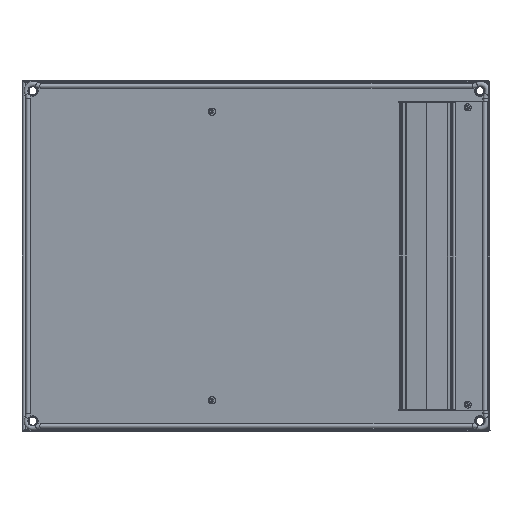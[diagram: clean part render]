
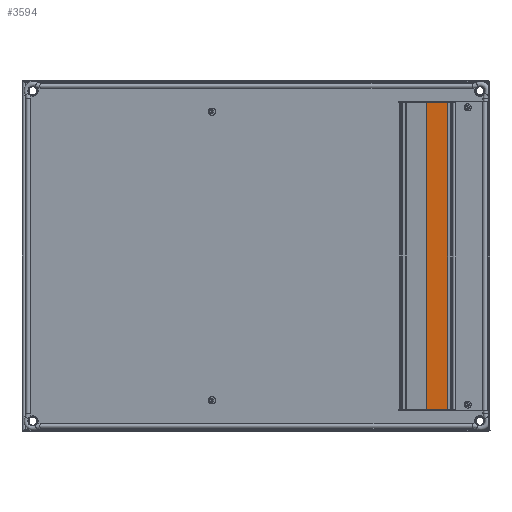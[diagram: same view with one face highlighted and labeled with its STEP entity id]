
A CAD part, front view. The second image highlights one B-rep face of the part: STEP entity #3594.
In plain terms, the highlighted face is planar.
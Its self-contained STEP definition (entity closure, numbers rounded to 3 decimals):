
#231 = CARTESIAN_POINT ( 'NONE',  ( 37.5, 2., 0. ) ) ;
#479 = ORIENTED_EDGE ( 'NONE', *, *, #2418, .T. ) ;
#635 = VERTEX_POINT ( 'NONE', #5401 ) ;
#739 = EDGE_CURVE ( 'NONE', #635, #6159, #6948, .T. ) ;
#754 = VERTEX_POINT ( 'NONE', #841 ) ;
#841 = CARTESIAN_POINT ( 'NONE',  ( 37.5, 2., -495. ) ) ;
#958 = DIRECTION ( 'NONE',  ( 0., 0., 1. ) ) ;
#1782 = VECTOR ( 'NONE', #7948, 1000. ) ;
#2150 = EDGE_LOOP ( 'NONE', ( #7841, #6031, #479, #4699 ) ) ;
#2255 = EDGE_CURVE ( 'NONE', #6506, #6159, #3723, .T. ) ;
#2418 = EDGE_CURVE ( 'NONE', #754, #635, #2999, .T. ) ;
#2590 = VECTOR ( 'NONE', #7029, 1000. ) ;
#2951 = AXIS2_PLACEMENT_3D ( 'NONE', #6048, #6763, #5404 ) ;
#2999 = LINE ( 'NONE', #3812, #1782 ) ;
#3579 = LINE ( 'NONE', #6518, #6781 ) ;
#3594 = ADVANCED_FACE ( 'NONE', ( #7946 ), #7320, .T. ) ;
#3723 = LINE ( 'NONE', #5040, #2590 ) ;
#3812 = CARTESIAN_POINT ( 'NONE',  ( 37.5, 2., -495. ) ) ;
#4699 = ORIENTED_EDGE ( 'NONE', *, *, #739, .T. ) ;
#5040 = CARTESIAN_POINT ( 'NONE',  ( 37.5, 2., 0. ) ) ;
#5401 = CARTESIAN_POINT ( 'NONE',  ( 3.5, 0.9, -495. ) ) ;
#5404 = DIRECTION ( 'NONE',  ( -0.999, -0.032, 0. ) ) ;
#6031 = ORIENTED_EDGE ( 'NONE', *, *, #6168, .F. ) ;
#6048 = CARTESIAN_POINT ( 'NONE',  ( 37.5, 2., -495. ) ) ;
#6126 = VECTOR ( 'NONE', #958, 1000. ) ;
#6159 = VERTEX_POINT ( 'NONE', #7278 ) ;
#6163 = CARTESIAN_POINT ( 'NONE',  ( 3.5, 0.9, -495. ) ) ;
#6168 = EDGE_CURVE ( 'NONE', #754, #6506, #3579, .T. ) ;
#6506 = VERTEX_POINT ( 'NONE', #231 ) ;
#6518 = CARTESIAN_POINT ( 'NONE',  ( 37.5, 2., -495. ) ) ;
#6763 = DIRECTION ( 'NONE',  ( -0.032, 0.999, 0. ) ) ;
#6781 = VECTOR ( 'NONE', #7863, 1000. ) ;
#6948 = LINE ( 'NONE', #6163, #6126 ) ;
#7029 = DIRECTION ( 'NONE',  ( -0.999, -0.032, 0. ) ) ;
#7278 = CARTESIAN_POINT ( 'NONE',  ( 3.5, 0.9, 0. ) ) ;
#7320 = PLANE ( 'NONE',  #2951 ) ;
#7841 = ORIENTED_EDGE ( 'NONE', *, *, #2255, .F. ) ;
#7863 = DIRECTION ( 'NONE',  ( 0., 0., 1. ) ) ;
#7946 = FACE_OUTER_BOUND ( 'NONE', #2150, .T. ) ;
#7948 = DIRECTION ( 'NONE',  ( -0.999, -0.032, 0. ) ) ;
